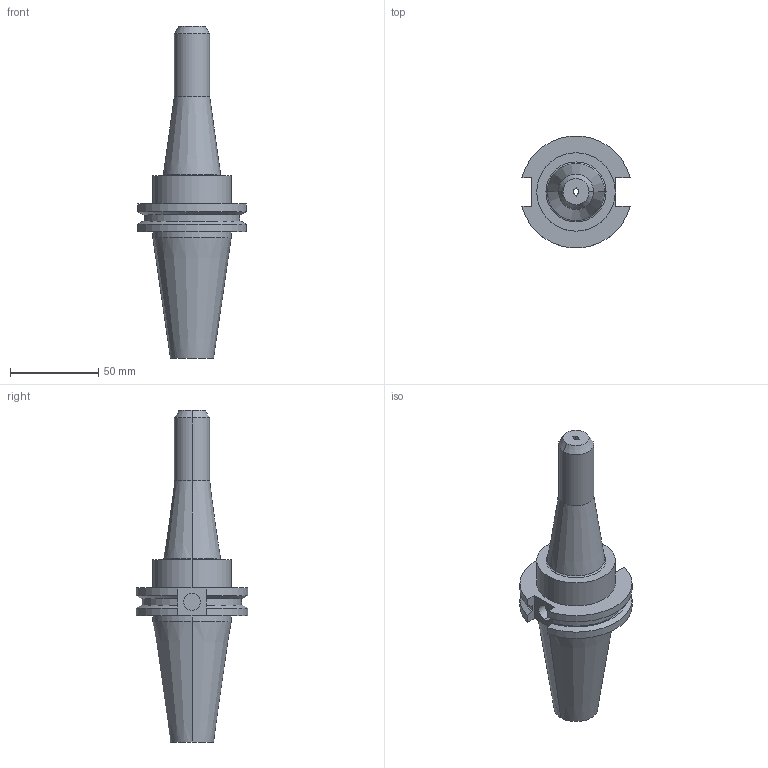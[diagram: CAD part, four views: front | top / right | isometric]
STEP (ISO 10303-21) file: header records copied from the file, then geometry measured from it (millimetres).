
FILE_DESCRIPTION (( 'STEP AP203' ), '1' );
FILE_NAME ('STP-SATE-22907-4.72B-RR.STEP', '2021-05-24T03:18:09', ( '' ), ( '' ), 'SwSTEP 2.0', 'SolidWorks 2017', '' );
FILE_SCHEMA (( 'CONFIG_CONTROL_DESIGN' ));
Length unit declared in the file: millimetre
Products named in the file (1): STP-SATE-22907-4.72B-RR
Bounding box: 61.35 x 63.26 x 188.14 mm (x, y, z)
Volume: 161254.8 mm3; surface area: 30134.3 mm2
Topology: 1 solids, 1 shells, 62 faces, 147 edges, 94 vertices
Faces by surface type: cylinder 25, plane 23, cone 12, torus 2
Entity records: 1888 total; most frequent: DIRECTION 329, CARTESIAN_POINT 328, ORIENTED_EDGE 294, EDGE_CURVE 147, AXIS2_PLACEMENT_3D 127, VERTEX_POINT 94, LINE 75, VECTOR 75
